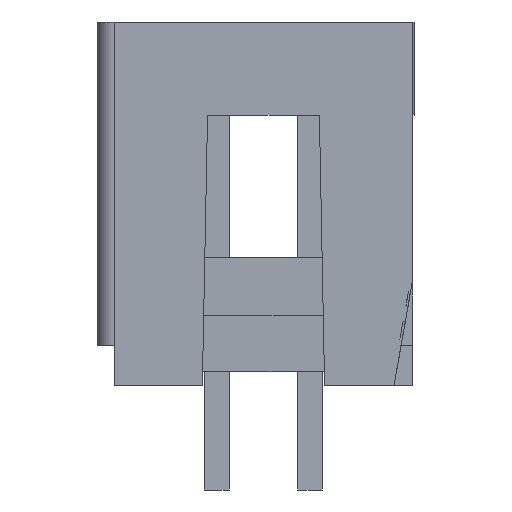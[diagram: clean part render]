
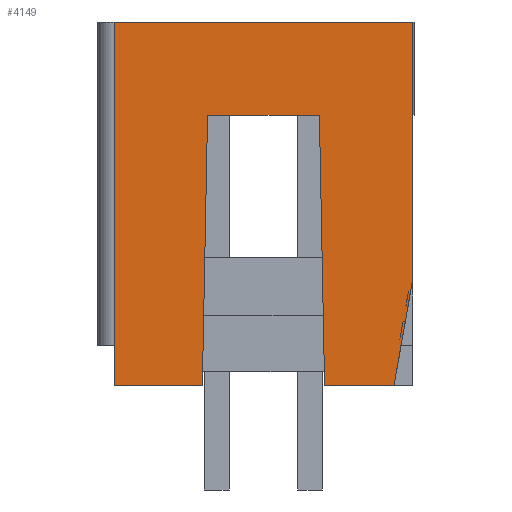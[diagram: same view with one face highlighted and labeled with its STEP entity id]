
A CAD part, left-side view. The second image highlights one B-rep face of the part: STEP entity #4149.
In plain terms, the highlighted planar face has unit normal (-1, 0, 0).
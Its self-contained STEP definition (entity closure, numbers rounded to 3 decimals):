
#88=CARTESIAN_POINT('',(-44.298,-4.064,2.881));
#89=VERTEX_POINT('',#88);
#96=CARTESIAN_POINT('',(-44.298,-3.556,0.));
#97=VERTEX_POINT('',#96);
#98=CARTESIAN_POINT('',(-44.298,-4.064,2.881));
#99=DIRECTION('',(0.0,0.174,-0.985));
#100=VECTOR('',#99,2.925);
#101=LINE('',#98,#100);
#102=EDGE_CURVE('',#89,#97,#101,.T.);
#664=CARTESIAN_POINT('',(-44.298,1.665,0.));
#665=VERTEX_POINT('',#664);
#674=CARTESIAN_POINT('',(-44.298,4.064,0.));
#675=VERTEX_POINT('',#674);
#676=CARTESIAN_POINT('',(-44.298,4.064,0.));
#677=DIRECTION('',(0.0,-1.0,0.0));
#678=VECTOR('',#677,2.399);
#679=LINE('',#676,#678);
#680=EDGE_CURVE('',#675,#665,#679,.T.);
#1459=CARTESIAN_POINT('',(-44.298,4.064,9.906));
#1460=VERTEX_POINT('',#1459);
#1467=CARTESIAN_POINT('',(-44.298,-4.064,9.906));
#1468=VERTEX_POINT('',#1467);
#1469=CARTESIAN_POINT('',(-44.298,4.064,9.906));
#1470=DIRECTION('',(0.0,-1.0,0.0));
#1471=VECTOR('',#1470,8.128);
#1472=LINE('',#1469,#1471);
#1473=EDGE_CURVE('',#1460,#1468,#1472,.T.);
#1608=CARTESIAN_POINT('',(-44.298,-4.064,2.881));
#1609=DIRECTION('',(0.0,0.0,1.0));
#1610=VECTOR('',#1609,7.025);
#1611=LINE('',#1608,#1610);
#1612=EDGE_CURVE('',#89,#1468,#1611,.T.);
#4102=CARTESIAN_POINT('',(-44.298,4.47,-0.495));
#4103=DIRECTION('',(-1.0,0.0,0.0));
#4104=DIRECTION('',(0.0,0.0,1.0));
#4105=AXIS2_PLACEMENT_3D('',#4102,#4103,#4104);
#4106=PLANE('',#4105);
#4107=CARTESIAN_POINT('',(-44.298,1.524,7.366));
#4108=VERTEX_POINT('',#4107);
#4109=CARTESIAN_POINT('',(-44.298,1.665,0.));
#4110=DIRECTION('',(0.0,-0.019,1.));
#4111=VECTOR('',#4110,7.367);
#4112=LINE('',#4109,#4111);
#4113=EDGE_CURVE('',#665,#4108,#4112,.T.);
#4114=ORIENTED_EDGE('',*,*,#4113,.T.);
#4115=CARTESIAN_POINT('',(-44.298,-1.524,7.366));
#4116=VERTEX_POINT('',#4115);
#4117=CARTESIAN_POINT('',(-44.298,1.524,7.366));
#4118=DIRECTION('',(0.0,-1.0,0.0));
#4119=VECTOR('',#4118,3.048);
#4120=LINE('',#4117,#4119);
#4121=EDGE_CURVE('',#4108,#4116,#4120,.T.);
#4122=ORIENTED_EDGE('',*,*,#4121,.T.);
#4123=CARTESIAN_POINT('',(-44.298,-1.665,0.));
#4124=VERTEX_POINT('',#4123);
#4125=CARTESIAN_POINT('',(-44.298,-1.665,0.));
#4126=DIRECTION('',(0.0,0.019,1.));
#4127=VECTOR('',#4126,7.367);
#4128=LINE('',#4125,#4127);
#4129=EDGE_CURVE('',#4124,#4116,#4128,.T.);
#4130=ORIENTED_EDGE('',*,*,#4129,.F.);
#4131=CARTESIAN_POINT('',(-44.298,-1.665,0.));
#4132=DIRECTION('',(0.0,-1.0,0.0));
#4133=VECTOR('',#4132,1.891);
#4134=LINE('',#4131,#4133);
#4135=EDGE_CURVE('',#4124,#97,#4134,.T.);
#4136=ORIENTED_EDGE('',*,*,#4135,.T.);
#4137=ORIENTED_EDGE('',*,*,#102,.F.);
#4138=ORIENTED_EDGE('',*,*,#1612,.T.);
#4139=ORIENTED_EDGE('',*,*,#1473,.F.);
#4140=CARTESIAN_POINT('',(-44.298,4.064,9.906));
#4141=DIRECTION('',(0.0,0.0,-1.0));
#4142=VECTOR('',#4141,9.906);
#4143=LINE('',#4140,#4142);
#4144=EDGE_CURVE('',#1460,#675,#4143,.T.);
#4145=ORIENTED_EDGE('',*,*,#4144,.T.);
#4146=ORIENTED_EDGE('',*,*,#680,.T.);
#4147=EDGE_LOOP('',(#4114,#4122,#4130,#4136,#4137,#4138,#4139,#4145,#4146));
#4148=FACE_OUTER_BOUND('',#4147,.T.);
#4149=ADVANCED_FACE('',(#4148),#4106,.T.);
